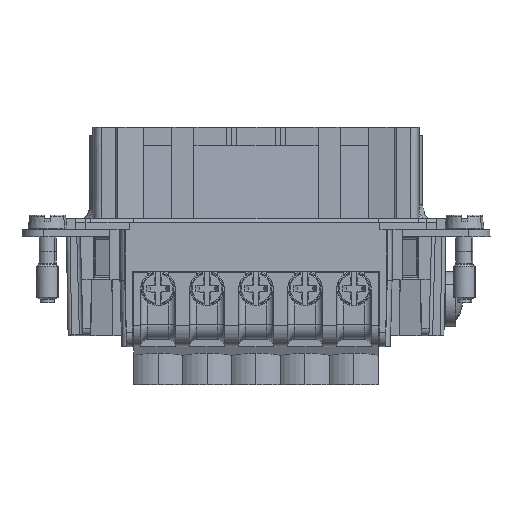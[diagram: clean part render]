
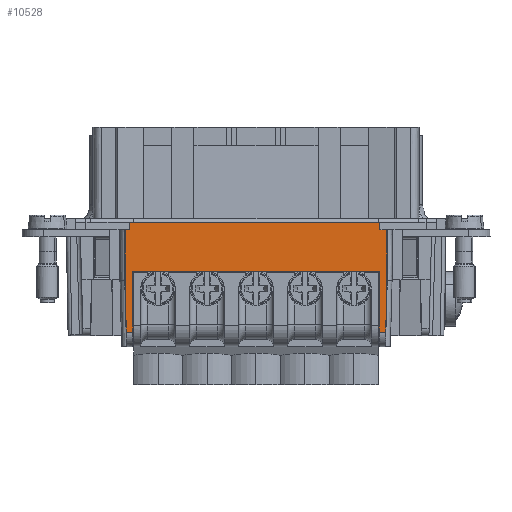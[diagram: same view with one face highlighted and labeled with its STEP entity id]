
A CAD part, left-side view. The second image highlights one B-rep face of the part: STEP entity #10528.
In plain terms, the highlighted planar face has unit normal (-1, 0, 0).
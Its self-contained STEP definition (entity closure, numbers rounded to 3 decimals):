
#10435=AXIS2_PLACEMENT_3D('Plane Axis2P3D',#10432,#10433,#10434) ;
#5764=CARTESIAN_POINT('Vertex',(0.1,48.85,15.5)) ;
#5767=CARTESIAN_POINT('Line Origine',(0.1,48.85,11.35)) ;
#5771=CARTESIAN_POINT('Vertex',(0.1,48.85,7.2)) ;
#7283=CARTESIAN_POINT('Line Origine',(0.1,15.15,11.35)) ;
#7287=CARTESIAN_POINT('Vertex',(0.1,15.15,15.5)) ;
#7289=CARTESIAN_POINT('Vertex',(0.1,15.15,7.2)) ;
#9188=CARTESIAN_POINT('Line Origine',(0.1,32.,15.5)) ;
#10432=CARTESIAN_POINT('Axis2P3D Location',(0.1,56.25,22.7)) ;
#10437=CARTESIAN_POINT('Line Origine',(0.1,14.701,7.2)) ;
#10441=CARTESIAN_POINT('Vertex',(0.1,14.253,7.2)) ;
#10444=CARTESIAN_POINT('Line Origine',(0.1,14.188,10.527)) ;
#10448=CARTESIAN_POINT('Vertex',(0.1,14.123,13.853)) ;
#10451=CARTESIAN_POINT('Line Origine',(0.1,14.123,17.527)) ;
#10455=CARTESIAN_POINT('Vertex',(0.1,14.123,21.2)) ;
#10458=CARTESIAN_POINT('Line Origine',(0.1,14.599,21.2)) ;
#10462=CARTESIAN_POINT('Vertex',(0.1,15.076,21.2)) ;
#10465=CARTESIAN_POINT('Line Origine',(0.1,15.076,21.695)) ;
#10469=CARTESIAN_POINT('Vertex',(0.1,15.076,22.191)) ;
#10472=CARTESIAN_POINT('Line Origine',(0.1,32.181,22.191)) ;
#10476=CARTESIAN_POINT('Vertex',(0.1,49.286,22.191)) ;
#10479=CARTESIAN_POINT('Line Origine',(0.1,49.286,21.695)) ;
#10483=CARTESIAN_POINT('Vertex',(0.1,49.286,21.2)) ;
#10486=CARTESIAN_POINT('Line Origine',(0.1,49.582,21.2)) ;
#10490=CARTESIAN_POINT('Vertex',(0.1,49.878,21.2)) ;
#10493=CARTESIAN_POINT('Line Origine',(0.1,49.878,17.527)) ;
#10497=CARTESIAN_POINT('Vertex',(0.1,49.878,13.853)) ;
#10500=CARTESIAN_POINT('Line Origine',(0.1,49.813,10.527)) ;
#10504=CARTESIAN_POINT('Vertex',(0.1,49.748,7.2)) ;
#10507=CARTESIAN_POINT('Line Origine',(0.1,49.299,7.2)) ;
#5768=DIRECTION('Vector Direction',(0.,0.,1.)) ;
#7284=DIRECTION('Vector Direction',(0.,0.,-1.)) ;
#9189=DIRECTION('Vector Direction',(0.,-1.,0.)) ;
#10433=DIRECTION('Axis2P3D Direction',(1.,0.,0.)) ;
#10434=DIRECTION('Axis2P3D XDirection',(0.,-1.,0.)) ;
#10438=DIRECTION('Vector Direction',(0.,-1.,0.)) ;
#10445=DIRECTION('Vector Direction',(0.,0.02,-1.)) ;
#10452=DIRECTION('Vector Direction',(0.,0.,-1.)) ;
#10459=DIRECTION('Vector Direction',(0.,-1.,0.)) ;
#10466=DIRECTION('Vector Direction',(0.,0.,-1.)) ;
#10473=DIRECTION('Vector Direction',(0.,1.,0.)) ;
#10480=DIRECTION('Vector Direction',(0.,0.,1.)) ;
#10487=DIRECTION('Vector Direction',(0.,1.,0.)) ;
#10494=DIRECTION('Vector Direction',(0.,0.,-1.)) ;
#10501=DIRECTION('Vector Direction',(0.,0.02,1.)) ;
#10508=DIRECTION('Vector Direction',(0.,-1.,0.)) ;
#5769=VECTOR('Line Direction',#5768,1.) ;
#7285=VECTOR('Line Direction',#7284,1.) ;
#9190=VECTOR('Line Direction',#9189,1.) ;
#10439=VECTOR('Line Direction',#10438,1.) ;
#10446=VECTOR('Line Direction',#10445,1.) ;
#10453=VECTOR('Line Direction',#10452,1.) ;
#10460=VECTOR('Line Direction',#10459,1.) ;
#10467=VECTOR('Line Direction',#10466,1.) ;
#10474=VECTOR('Line Direction',#10473,1.) ;
#10481=VECTOR('Line Direction',#10480,1.) ;
#10488=VECTOR('Line Direction',#10487,1.) ;
#10495=VECTOR('Line Direction',#10494,1.) ;
#10502=VECTOR('Line Direction',#10501,1.) ;
#10509=VECTOR('Line Direction',#10508,1.) ;
#10513=ORIENTED_EDGE('',*,*,#9192,.T.) ;
#10514=ORIENTED_EDGE('',*,*,#7291,.T.) ;
#10515=ORIENTED_EDGE('',*,*,#10443,.T.) ;
#10516=ORIENTED_EDGE('',*,*,#10450,.F.) ;
#10517=ORIENTED_EDGE('',*,*,#10457,.F.) ;
#10518=ORIENTED_EDGE('',*,*,#10464,.F.) ;
#10519=ORIENTED_EDGE('',*,*,#10471,.F.) ;
#10520=ORIENTED_EDGE('',*,*,#10478,.T.) ;
#10521=ORIENTED_EDGE('',*,*,#10485,.F.) ;
#10522=ORIENTED_EDGE('',*,*,#10492,.T.) ;
#10523=ORIENTED_EDGE('',*,*,#10499,.T.) ;
#10524=ORIENTED_EDGE('',*,*,#10506,.F.) ;
#10525=ORIENTED_EDGE('',*,*,#10511,.T.) ;
#10526=ORIENTED_EDGE('',*,*,#5773,.T.) ;
#10528=ADVANCED_FACE('Hauptk\X2\00F6\X0\rper',(#10527),#10436,.F.) ;
#5773=EDGE_CURVE('',#5772,#5765,#5770,.T.) ;
#7291=EDGE_CURVE('',#7288,#7290,#7286,.T.) ;
#9192=EDGE_CURVE('',#5765,#7288,#9191,.T.) ;
#10443=EDGE_CURVE('',#7290,#10442,#10440,.T.) ;
#10450=EDGE_CURVE('',#10449,#10442,#10447,.T.) ;
#10457=EDGE_CURVE('',#10456,#10449,#10454,.T.) ;
#10464=EDGE_CURVE('',#10463,#10456,#10461,.T.) ;
#10471=EDGE_CURVE('',#10470,#10463,#10468,.T.) ;
#10478=EDGE_CURVE('',#10470,#10477,#10475,.T.) ;
#10485=EDGE_CURVE('',#10484,#10477,#10482,.T.) ;
#10492=EDGE_CURVE('',#10484,#10491,#10489,.T.) ;
#10499=EDGE_CURVE('',#10491,#10498,#10496,.T.) ;
#10506=EDGE_CURVE('',#10505,#10498,#10503,.T.) ;
#10511=EDGE_CURVE('',#10505,#5772,#10510,.T.) ;
#10512=EDGE_LOOP('',(#10513,#10514,#10515,#10516,#10517,#10518,#10519,#10520,#10521,#10522,#10523,#10524,#10525,#10526)) ;
#10527=FACE_OUTER_BOUND('',#10512,.T.) ;
#5770=LINE('Line',#5767,#5769) ;
#7286=LINE('Line',#7283,#7285) ;
#9191=LINE('Line',#9188,#9190) ;
#10440=LINE('Line',#10437,#10439) ;
#10447=LINE('Line',#10444,#10446) ;
#10454=LINE('Line',#10451,#10453) ;
#10461=LINE('Line',#10458,#10460) ;
#10468=LINE('Line',#10465,#10467) ;
#10475=LINE('Line',#10472,#10474) ;
#10482=LINE('Line',#10479,#10481) ;
#10489=LINE('Line',#10486,#10488) ;
#10496=LINE('Line',#10493,#10495) ;
#10503=LINE('Line',#10500,#10502) ;
#10510=LINE('Line',#10507,#10509) ;
#10436=PLANE('',#10435) ;
#5765=VERTEX_POINT('',#5764) ;
#5772=VERTEX_POINT('',#5771) ;
#7288=VERTEX_POINT('',#7287) ;
#7290=VERTEX_POINT('',#7289) ;
#10442=VERTEX_POINT('',#10441) ;
#10449=VERTEX_POINT('',#10448) ;
#10456=VERTEX_POINT('',#10455) ;
#10463=VERTEX_POINT('',#10462) ;
#10470=VERTEX_POINT('',#10469) ;
#10477=VERTEX_POINT('',#10476) ;
#10484=VERTEX_POINT('',#10483) ;
#10491=VERTEX_POINT('',#10490) ;
#10498=VERTEX_POINT('',#10497) ;
#10505=VERTEX_POINT('',#10504) ;
